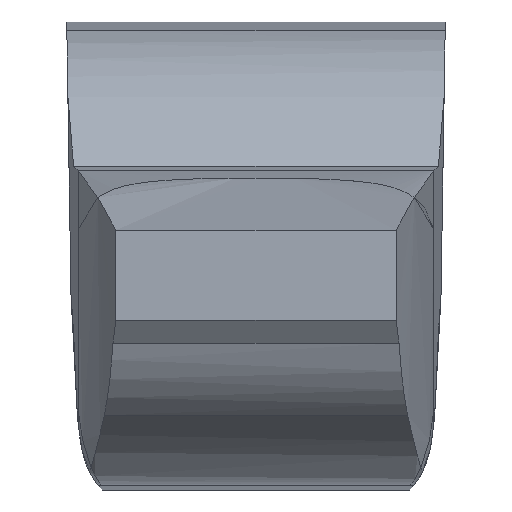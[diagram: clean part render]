
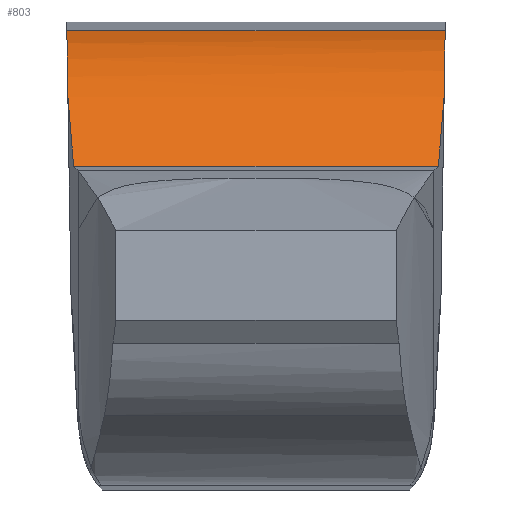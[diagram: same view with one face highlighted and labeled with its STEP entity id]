
A CAD part, front view. The second image highlights one B-rep face of the part: STEP entity #803.
In plain terms, the highlighted free-form (B-spline) face has degree [5, 1] with [20, 2] control points.
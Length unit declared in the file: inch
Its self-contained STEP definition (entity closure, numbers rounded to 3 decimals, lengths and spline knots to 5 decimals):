
#34=(
BOUNDED_SURFACE()
B_SPLINE_SURFACE(5,1,((#2216,#2217),(#2218,#2219),(#2220,#2221),(#2222,
#2223),(#2224,#2225),(#2226,#2227),(#2228,#2229),(#2230,#2231),(#2232,#2233),
(#2234,#2235),(#2236,#2237),(#2238,#2239),(#2240,#2241),(#2242,#2243),(#2244,
#2245),(#2246,#2247),(#2248,#2249),(#2250,#2251),(#2252,#2253),(#2254,#2255)),
 .UNSPECIFIED.,.F.,.F.,.F.)
B_SPLINE_SURFACE_WITH_KNOTS((6,1,1,1,1,1,1,1,1,1,1,1,1,1,1,6),(2,2),(-1.,
-0.93333,-0.86667,-0.8,-0.73333,-0.66667,
-0.6,-0.53333,-0.46667,-0.4,-0.33333,-0.26667,
-0.2,-0.13333,-0.06667,0.),(-459.88166,325.76118),
 .UNSPECIFIED.)
GEOMETRIC_REPRESENTATION_ITEM()
RATIONAL_B_SPLINE_SURFACE(((1.,1.),(1.,1.),(1.,1.),(1.,1.),(1.,1.),(1.,
1.),(1.,1.),(1.,1.),(1.,1.),(1.,1.),(1.,1.),(1.,1.),(1.,1.),(1.,1.),(1.,
1.),(1.,1.),(1.,1.),(1.,1.),(1.,1.),(1.,1.)))
REPRESENTATION_ITEM('')
SURFACE()
);
#72=FACE_OUTER_BOUND('',#123,.T.);
#123=EDGE_LOOP('',(#600,#601,#602,#603,#604,#605));
#173=LINE('',#2265,#212);
#174=LINE('',#2281,#213);
#212=VECTOR('',#895,0.3937);
#213=VECTOR('',#896,0.3937);
#267=B_SPLINE_CURVE_WITH_KNOTS('',3,(#2258,#2259,#2260,#2261,#2262,#2263),
 .UNSPECIFIED.,.F.,.F.,(4,2,4),(-29.13975,-16.49849,-4.82067),
 .UNSPECIFIED.);
#268=B_SPLINE_CURVE_WITH_KNOTS('',3,(#2267,#2268,#2269,#2270,#2271,#2272),
 .UNSPECIFIED.,.F.,.F.,(4,2,4),(-30.0225,-15.60581,0.),
 .UNSPECIFIED.);
#269=B_SPLINE_CURVE_WITH_KNOTS('',3,(#2274,#2275,#2276,#2277,#2278,#2279),
 .UNSPECIFIED.,.F.,.F.,(4,2,4),(29.76066,48.67291,76.69884),
 .UNSPECIFIED.);
#270=B_SPLINE_CURVE_WITH_KNOTS('',3,(#2282,#2283,#2284,#2285,#2286,#2287),
 .UNSPECIFIED.,.F.,.F.,(4,2,4),(0.,43.15046,68.18473),
 .UNSPECIFIED.);
#353=VERTEX_POINT('',#2256);
#354=VERTEX_POINT('',#2257);
#355=VERTEX_POINT('',#2264);
#356=VERTEX_POINT('',#2266);
#357=VERTEX_POINT('',#2273);
#358=VERTEX_POINT('',#2280);
#446=EDGE_CURVE('',#353,#354,#267,.T.);
#447=EDGE_CURVE('',#353,#355,#173,.T.);
#448=EDGE_CURVE('',#356,#355,#268,.T.);
#449=EDGE_CURVE('',#356,#357,#269,.T.);
#450=EDGE_CURVE('',#358,#357,#174,.T.);
#451=EDGE_CURVE('',#358,#354,#270,.T.);
#600=ORIENTED_EDGE('',*,*,#446,.F.);
#601=ORIENTED_EDGE('',*,*,#447,.T.);
#602=ORIENTED_EDGE('',*,*,#448,.F.);
#603=ORIENTED_EDGE('',*,*,#449,.T.);
#604=ORIENTED_EDGE('',*,*,#450,.F.);
#605=ORIENTED_EDGE('',*,*,#451,.T.);
#803=ADVANCED_FACE('',(#72),#34,.T.);
#895=DIRECTION('',(1.,0.,0.));
#896=DIRECTION('',(1.,0.,0.));
#2216=CARTESIAN_POINT('Ctrl Pts',(-181.05577,30.88044,30.96451));
#2217=CARTESIAN_POINT('Ctrl Pts',(128.25243,30.88044,30.96451));
#2218=CARTESIAN_POINT('Ctrl Pts',(-181.05577,30.42738,30.88535));
#2219=CARTESIAN_POINT('Ctrl Pts',(128.25243,30.42738,30.88535));
#2220=CARTESIAN_POINT('Ctrl Pts',(-181.05577,29.52984,30.71497));
#2221=CARTESIAN_POINT('Ctrl Pts',(128.25243,29.52984,30.71497));
#2222=CARTESIAN_POINT('Ctrl Pts',(-181.05577,28.20923,30.4232));
#2223=CARTESIAN_POINT('Ctrl Pts',(128.25243,28.20923,30.4232));
#2224=CARTESIAN_POINT('Ctrl Pts',(-181.05577,26.50023,29.96124));
#2225=CARTESIAN_POINT('Ctrl Pts',(128.25243,26.50023,29.96124));
#2226=CARTESIAN_POINT('Ctrl Pts',(-181.05577,24.45259,29.25989));
#2227=CARTESIAN_POINT('Ctrl Pts',(128.25243,24.45259,29.25989));
#2228=CARTESIAN_POINT('Ctrl Pts',(-181.05577,22.49647,28.43296));
#2229=CARTESIAN_POINT('Ctrl Pts',(128.25243,22.49647,28.43296));
#2230=CARTESIAN_POINT('Ctrl Pts',(-181.05577,20.63443,27.48187));
#2231=CARTESIAN_POINT('Ctrl Pts',(128.25243,20.63443,27.48187));
#2232=CARTESIAN_POINT('Ctrl Pts',(-181.05577,18.86766,26.41325));
#2233=CARTESIAN_POINT('Ctrl Pts',(128.25243,18.86766,26.41325));
#2234=CARTESIAN_POINT('Ctrl Pts',(-181.05577,17.19419,25.24284));
#2235=CARTESIAN_POINT('Ctrl Pts',(128.25243,17.19419,25.24284));
#2236=CARTESIAN_POINT('Ctrl Pts',(-181.05577,15.6089,23.99481));
#2237=CARTESIAN_POINT('Ctrl Pts',(128.25243,15.6089,23.99481));
#2238=CARTESIAN_POINT('Ctrl Pts',(-181.05577,14.10523,22.69686));
#2239=CARTESIAN_POINT('Ctrl Pts',(128.25243,14.10523,22.69686));
#2240=CARTESIAN_POINT('Ctrl Pts',(-181.05577,12.67601,21.37691));
#2241=CARTESIAN_POINT('Ctrl Pts',(128.25243,12.67601,21.37691));
#2242=CARTESIAN_POINT('Ctrl Pts',(-181.05577,11.31434,20.05966));
#2243=CARTESIAN_POINT('Ctrl Pts',(128.25243,11.31434,20.05966));
#2244=CARTESIAN_POINT('Ctrl Pts',(-181.05577,10.01425,18.76238));
#2245=CARTESIAN_POINT('Ctrl Pts',(128.25243,10.01425,18.76238));
#2246=CARTESIAN_POINT('Ctrl Pts',(-181.05577,8.77107,17.49418));
#2247=CARTESIAN_POINT('Ctrl Pts',(128.25243,8.77107,17.49418));
#2248=CARTESIAN_POINT('Ctrl Pts',(-181.05577,7.81943,16.50607));
#2249=CARTESIAN_POINT('Ctrl Pts',(128.25243,7.81943,16.50607));
#2250=CARTESIAN_POINT('Ctrl Pts',(-181.05577,7.12898,15.78022));
#2251=CARTESIAN_POINT('Ctrl Pts',(128.25243,7.12898,15.78022));
#2252=CARTESIAN_POINT('Ctrl Pts',(-181.05577,6.67895,15.30304));
#2253=CARTESIAN_POINT('Ctrl Pts',(128.25243,6.67895,15.30304));
#2254=CARTESIAN_POINT('Ctrl Pts',(-181.05577,6.4565,15.06613));
#2255=CARTESIAN_POINT('Ctrl Pts',(128.25243,6.4565,15.06613));
#2256=CARTESIAN_POINT('',(-21.43791,6.4565,15.06613));
#2257=CARTESIAN_POINT('',(-22.11377,14.70117,23.19851));
#2258=CARTESIAN_POINT('Ctrl Pts',(-21.43791,6.4565,15.06613));
#2259=CARTESIAN_POINT('Ctrl Pts',(-21.55265,7.85617,16.55682));
#2260=CARTESIAN_POINT('Ctrl Pts',(-21.68354,9.45288,18.20722));
#2261=CARTESIAN_POINT('Ctrl Pts',(-21.91284,12.25009,20.97833));
#2262=CARTESIAN_POINT('Ctrl Pts',(-22.01456,13.49087,22.15047));
#2263=CARTESIAN_POINT('Ctrl Pts',(-22.11377,14.70117,23.19851));
#2264=CARTESIAN_POINT('',(21.43791,6.4565,15.06613));
#2265=CARTESIAN_POINT('',(0.,6.4565,15.06613));
#2266=CARTESIAN_POINT('',(22.11377,14.70117,23.19851));
#2267=CARTESIAN_POINT('Ctrl Pts',(22.11377,14.70117,23.19851));
#2268=CARTESIAN_POINT('Ctrl Pts',(22.01455,13.49086,22.15046));
#2269=CARTESIAN_POINT('Ctrl Pts',(21.91284,12.25006,20.9783));
#2270=CARTESIAN_POINT('Ctrl Pts',(21.68354,9.45285,18.20719));
#2271=CARTESIAN_POINT('Ctrl Pts',(21.55264,7.85616,16.55681));
#2272=CARTESIAN_POINT('Ctrl Pts',(21.43791,6.4565,15.06613));
#2273=CARTESIAN_POINT('',(22.23578,30.88044,30.96451));
#2274=CARTESIAN_POINT('Ctrl Pts',(22.11377,14.70117,23.19851));
#2275=CARTESIAN_POINT('Ctrl Pts',(22.13574,16.31607,24.5969));
#2276=CARTESIAN_POINT('Ctrl Pts',(22.1543,17.88039,25.77821));
#2277=CARTESIAN_POINT('Ctrl Pts',(22.19414,22.00596,28.31377));
#2278=CARTESIAN_POINT('Ctrl Pts',(22.22128,25.59716,30.04141));
#2279=CARTESIAN_POINT('Ctrl Pts',(22.23578,30.88044,30.96451));
#2280=CARTESIAN_POINT('',(-22.23578,30.88044,30.96451));
#2281=CARTESIAN_POINT('',(0.,30.88044,30.96451));
#2282=CARTESIAN_POINT('Ctrl Pts',(-22.23578,30.88044,30.96451));
#2283=CARTESIAN_POINT('Ctrl Pts',(-22.22047,25.30218,29.98987));
#2284=CARTESIAN_POINT('Ctrl Pts',(-22.19097,21.56998,28.11236));
#2285=CARTESIAN_POINT('Ctrl Pts',(-22.14999,17.51695,25.50396));
#2286=CARTESIAN_POINT('Ctrl Pts',(-22.13296,16.11184,24.42006));
#2287=CARTESIAN_POINT('Ctrl Pts',(-22.11377,14.70117,23.19851));
